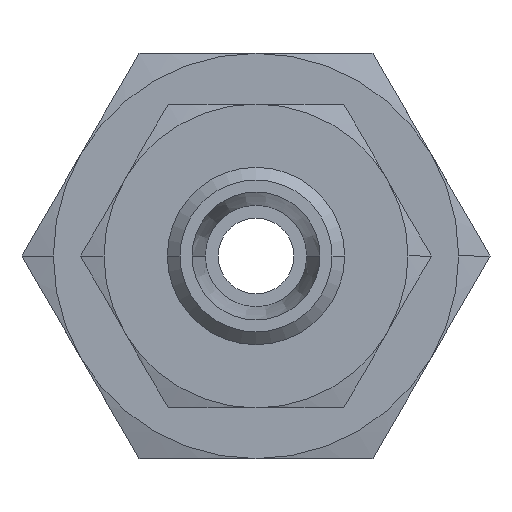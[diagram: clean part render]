
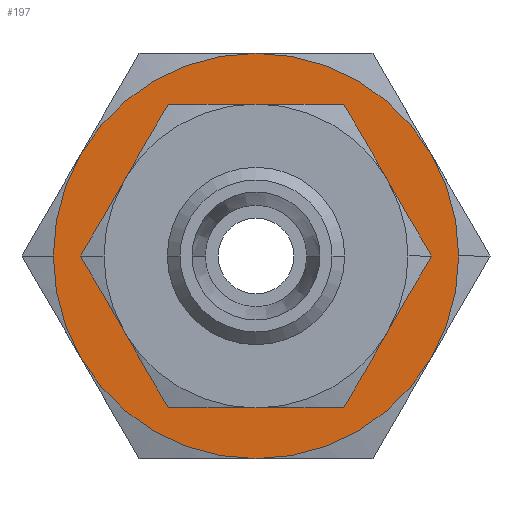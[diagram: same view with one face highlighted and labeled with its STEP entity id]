
A CAD part, left-side view. The second image highlights one B-rep face of the part: STEP entity #197.
In plain terms, the highlighted planar face has unit normal (-1, 0, 0).
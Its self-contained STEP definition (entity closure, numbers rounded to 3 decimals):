
#197 = ADVANCED_FACE( '', ( #495, #496 ), #497, .T. );
#495 = FACE_BOUND( '', #862, .T. );
#496 = FACE_OUTER_BOUND( '', #863, .T. );
#497 = PLANE( '', #864 );
#862 = EDGE_LOOP( '', ( #1885, #1886 ) );
#863 = EDGE_LOOP( '', ( #1887, #1888, #1889, #1890, #1891, #1892, #1893, #1894 ) );
#864 = AXIS2_PLACEMENT_3D( '', #1895, #1896, #1897 );
#1885 = ORIENTED_EDGE( '', *, *, #2396, .F. );
#1886 = ORIENTED_EDGE( '', *, *, #2667, .F. );
#1887 = ORIENTED_EDGE( '', *, *, #2668, .T. );
#1888 = ORIENTED_EDGE( '', *, *, #2375, .T. );
#1889 = ORIENTED_EDGE( '', *, *, #2669, .T. );
#1890 = ORIENTED_EDGE( '', *, *, #2670, .T. );
#1891 = ORIENTED_EDGE( '', *, *, #2371, .T. );
#1892 = ORIENTED_EDGE( '', *, *, #2671, .T. );
#1893 = ORIENTED_EDGE( '', *, *, #2672, .T. );
#1894 = ORIENTED_EDGE( '', *, *, #2673, .T. );
#1895 = CARTESIAN_POINT( '', ( 5.15, 14., 0. ) );
#1896 = DIRECTION( '', ( -1., 0., 0. ) );
#1897 = DIRECTION( '', ( 0., 1., 0. ) );
#2371 = EDGE_CURVE( '', #2851, #2848, #2852, .T. );
#2375 = EDGE_CURVE( '', #2855, #2857, #2859, .T. );
#2396 = EDGE_CURVE( '', #2897, #2899, #2900, .T. );
#2667 = EDGE_CURVE( '', #2899, #2897, #3346, .T. );
#2668 = EDGE_CURVE( '', #3347, #2855, #3348, .T. );
#2669 = EDGE_CURVE( '', #2857, #3349, #3350, .T. );
#2670 = EDGE_CURVE( '', #3349, #2851, #3351, .T. );
#2671 = EDGE_CURVE( '', #2848, #3352, #3353, .T. );
#2672 = EDGE_CURVE( '', #3352, #3354, #3355, .T. );
#2673 = EDGE_CURVE( '', #3354, #3347, #3356, .T. );
#2848 = VERTEX_POINT( '', #3554 );
#2851 = VERTEX_POINT( '', #3558 );
#2852 = CIRCLE( '', #3559, 16. );
#2855 = VERTEX_POINT( '', #3571 );
#2857 = VERTEX_POINT( '', #3574 );
#2859 = CIRCLE( '', #3585, 16. );
#2897 = VERTEX_POINT( '', #3667 );
#2899 = VERTEX_POINT( '', #3670 );
#2900 = CIRCLE( '', #3671, 12. );
#3346 = CIRCLE( '', #4310, 12. );
#3347 = VERTEX_POINT( '', #4311 );
#3348 = CIRCLE( '', #4312, 16. );
#3349 = VERTEX_POINT( '', #4313 );
#3350 = CIRCLE( '', #4314, 16. );
#3351 = CIRCLE( '', #4315, 16. );
#3352 = VERTEX_POINT( '', #4316 );
#3353 = CIRCLE( '', #4317, 16. );
#3354 = VERTEX_POINT( '', #4318 );
#3355 = CIRCLE( '', #4319, 16. );
#3356 = CIRCLE( '', #4320, 16. );
#3554 = CARTESIAN_POINT( '', ( 5.15, -16., 0. ) );
#3558 = CARTESIAN_POINT( '', ( 5.15, -13.856, -8. ) );
#3559 = AXIS2_PLACEMENT_3D( '', #4879, #4880, #4881 );
#3571 = CARTESIAN_POINT( '', ( 5.15, 16., 0. ) );
#3574 = CARTESIAN_POINT( '', ( 5.15, 13.856, -8. ) );
#3585 = AXIS2_PLACEMENT_3D( '', #4883, #4884, #4885 );
#3667 = CARTESIAN_POINT( '', ( 5.15, 12., 0. ) );
#3670 = CARTESIAN_POINT( '', ( 5.15, -12., 0. ) );
#3671 = AXIS2_PLACEMENT_3D( '', #4916, #4917, #4918 );
#4310 = AXIS2_PLACEMENT_3D( '', #5343, #5344, #5345 );
#4311 = CARTESIAN_POINT( '', ( 5.15, 13.856, 8. ) );
#4312 = AXIS2_PLACEMENT_3D( '', #5346, #5347, #5348 );
#4313 = CARTESIAN_POINT( '', ( 5.15, 0., -16. ) );
#4314 = AXIS2_PLACEMENT_3D( '', #5349, #5350, #5351 );
#4315 = AXIS2_PLACEMENT_3D( '', #5352, #5353, #5354 );
#4316 = CARTESIAN_POINT( '', ( 5.15, -13.856, 8. ) );
#4317 = AXIS2_PLACEMENT_3D( '', #5355, #5356, #5357 );
#4318 = CARTESIAN_POINT( '', ( 5.15, 0., 16. ) );
#4319 = AXIS2_PLACEMENT_3D( '', #5358, #5359, #5360 );
#4320 = AXIS2_PLACEMENT_3D( '', #5361, #5362, #5363 );
#4879 = CARTESIAN_POINT( '', ( 5.15, 0., 0. ) );
#4880 = DIRECTION( '', ( -1., 0., 0. ) );
#4881 = DIRECTION( '', ( 0., 1., 0. ) );
#4883 = CARTESIAN_POINT( '', ( 5.15, 0., 0. ) );
#4884 = DIRECTION( '', ( -1., 0., 0. ) );
#4885 = DIRECTION( '', ( 0., 1., 0. ) );
#4916 = CARTESIAN_POINT( '', ( 5.15, 0., 0. ) );
#4917 = DIRECTION( '', ( -1., 0., 0. ) );
#4918 = DIRECTION( '', ( 0., 1., 0. ) );
#5343 = CARTESIAN_POINT( '', ( 5.15, 0., 0. ) );
#5344 = DIRECTION( '', ( -1., 0., 0. ) );
#5345 = DIRECTION( '', ( 0., 1., 0. ) );
#5346 = CARTESIAN_POINT( '', ( 5.15, 0., 0. ) );
#5347 = DIRECTION( '', ( -1., 0., 0. ) );
#5348 = DIRECTION( '', ( 0., 1., 0. ) );
#5349 = CARTESIAN_POINT( '', ( 5.15, 0., 0. ) );
#5350 = DIRECTION( '', ( -1., 0., 0. ) );
#5351 = DIRECTION( '', ( 0., 1., 0. ) );
#5352 = CARTESIAN_POINT( '', ( 5.15, 0., 0. ) );
#5353 = DIRECTION( '', ( -1., 0., 0. ) );
#5354 = DIRECTION( '', ( 0., 1., 0. ) );
#5355 = CARTESIAN_POINT( '', ( 5.15, 0., 0. ) );
#5356 = DIRECTION( '', ( -1., 0., 0. ) );
#5357 = DIRECTION( '', ( 0., 1., 0. ) );
#5358 = CARTESIAN_POINT( '', ( 5.15, 0., 0. ) );
#5359 = DIRECTION( '', ( -1., 0., 0. ) );
#5360 = DIRECTION( '', ( 0., 1., 0. ) );
#5361 = CARTESIAN_POINT( '', ( 5.15, 0., 0. ) );
#5362 = DIRECTION( '', ( -1., 0., 0. ) );
#5363 = DIRECTION( '', ( 0., 1., 0. ) );
